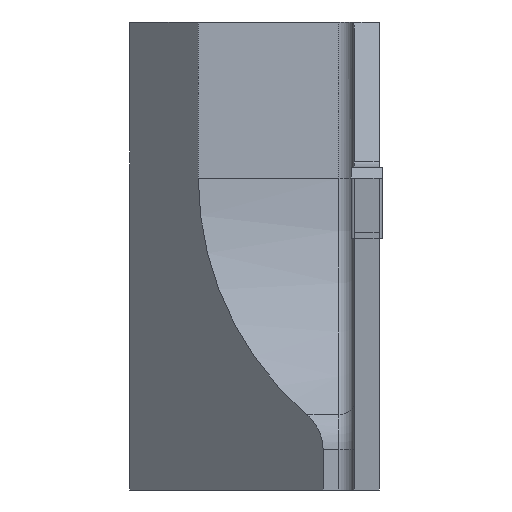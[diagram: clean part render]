
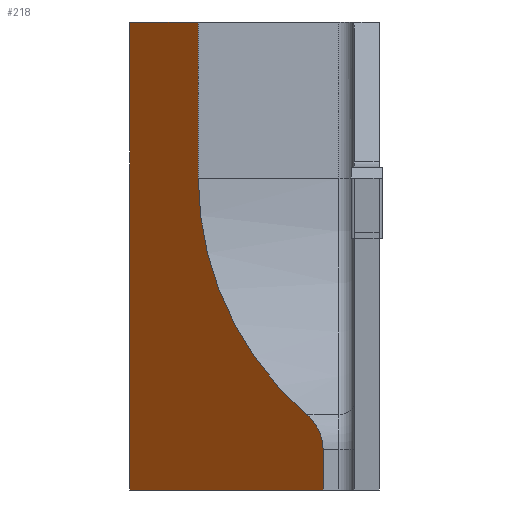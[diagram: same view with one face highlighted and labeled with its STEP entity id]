
A CAD part, left-side view. The second image highlights one B-rep face of the part: STEP entity #218.
In plain terms, the highlighted planar face has unit normal (-0.707, 0.707, 0).
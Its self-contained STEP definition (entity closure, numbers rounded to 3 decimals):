
#218=ADVANCED_FACE('',(#316),#262,.T.);
#262=PLANE('',#1191);
#316=FACE_OUTER_BOUND('',#371,.T.);
#371=EDGE_LOOP('',(#642,#643,#644,#645,#646,#647,#648));
#384=ELLIPSE('',#1142,28.284,20.);
#388=ELLIPSE('',#1180,4.243,3.);
#642=ORIENTED_EDGE('',*,*,#803,.F.);
#643=ORIENTED_EDGE('',*,*,#799,.F.);
#644=ORIENTED_EDGE('',*,*,#875,.F.);
#645=ORIENTED_EDGE('',*,*,#838,.F.);
#646=ORIENTED_EDGE('',*,*,#834,.F.);
#647=ORIENTED_EDGE('',*,*,#882,.F.);
#648=ORIENTED_EDGE('',*,*,#879,.F.);
#700=VERTEX_POINT('',#1571);
#701=VERTEX_POINT('',#1572);
#704=VERTEX_POINT('',#1580);
#728=VERTEX_POINT('',#1640);
#730=VERTEX_POINT('',#1643);
#732=VERTEX_POINT('',#1650);
#750=VERTEX_POINT('',#1730);
#799=EDGE_CURVE('',#700,#701,#926,.T.);
#803=EDGE_CURVE('',#701,#704,#384,.T.);
#834=EDGE_CURVE('',#728,#730,#956,.T.);
#838=EDGE_CURVE('',#730,#732,#959,.T.);
#875=EDGE_CURVE('',#732,#700,#993,.T.);
#879=EDGE_CURVE('',#704,#750,#388,.T.);
#882=EDGE_CURVE('',#750,#728,#997,.T.);
#926=LINE('',#1570,#1038);
#956=LINE('',#1642,#1068);
#959=LINE('',#1649,#1071);
#993=LINE('',#1722,#1105);
#997=LINE('',#1735,#1109);
#1038=VECTOR('',#1286,1.);
#1068=VECTOR('',#1340,1.);
#1071=VECTOR('',#1347,1.);
#1105=VECTOR('',#1423,1.);
#1109=VECTOR('',#1441,1.);
#1142=AXIS2_PLACEMENT_3D('',#1579,#1292,#1293);
#1180=AXIS2_PLACEMENT_3D('',#1729,#1434,#1435);
#1191=AXIS2_PLACEMENT_3D('',#1745,#1459,#1460);
#1286=DIRECTION('',(0.,0.,-1.));
#1292=DIRECTION('',(-0.707,0.707,0.));
#1293=DIRECTION('',(-0.707,-0.707,0.));
#1340=DIRECTION('',(0.707,0.707,0.));
#1347=DIRECTION('',(0.,0.,1.));
#1423=DIRECTION('',(-0.707,-0.707,0.));
#1434=DIRECTION('',(0.707,-0.707,0.));
#1435=DIRECTION('',(-0.707,-0.707,0.));
#1441=DIRECTION('',(0.,0.,-1.));
#1459=DIRECTION('',(-0.707,0.707,0.));
#1460=DIRECTION('',(-0.707,-0.707,0.));
#1570=CARTESIAN_POINT('',(18.,11.6,-287.));
#1571=CARTESIAN_POINT('',(18.,11.6,10.));
#1572=CARTESIAN_POINT('',(18.,11.6,0.));
#1579=CARTESIAN_POINT('',(-2.,-8.4,0.));
#1580=CARTESIAN_POINT('',(11.043,4.643,-15.161));
#1640=CARTESIAN_POINT('',(10.,3.6,-20.));
#1642=CARTESIAN_POINT('',(22.4,16.,-20.));
#1643=CARTESIAN_POINT('',(22.4,16.,-20.));
#1649=CARTESIAN_POINT('',(22.4,16.,-287.));
#1650=CARTESIAN_POINT('',(22.4,16.,10.));
#1722=CARTESIAN_POINT('',(22.4,16.,10.));
#1729=CARTESIAN_POINT('',(13.,6.6,-17.436));
#1730=CARTESIAN_POINT('',(10.,3.6,-17.436));
#1735=CARTESIAN_POINT('',(10.,3.6,-287.));
#1745=CARTESIAN_POINT('',(22.4,16.,-287.));
